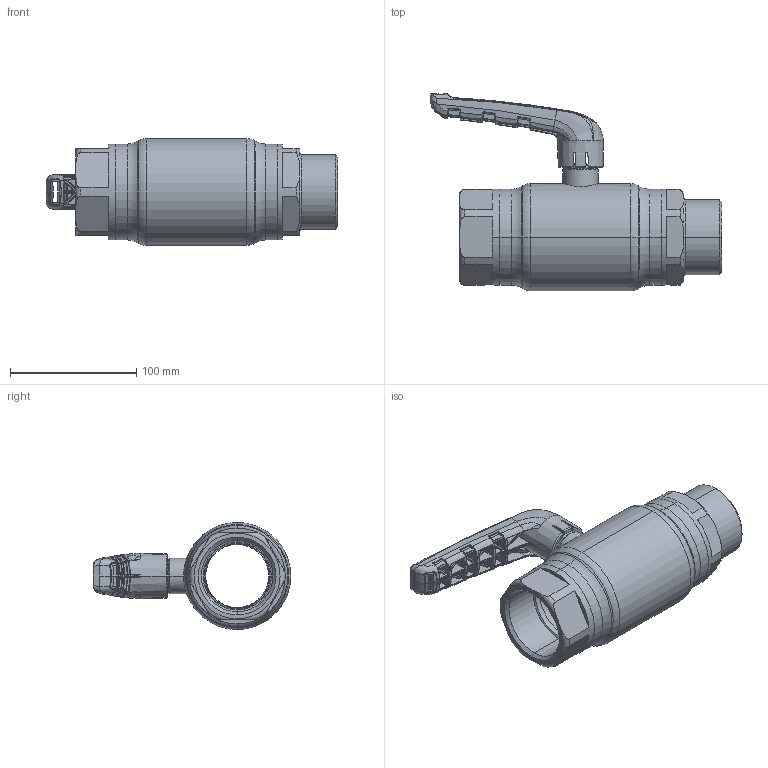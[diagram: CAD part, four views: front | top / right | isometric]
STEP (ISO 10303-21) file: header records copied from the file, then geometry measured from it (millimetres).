
FILE_DESCRIPTION (( 'STEP AP214' ), '1' );
FILE_NAME ('2050002400-xxxx.step', '2019-05-10T06:54:32', ( '' ), ( '' ), 'SwSTEP 2.0', 'SolidWorks 2017', '' );
FILE_SCHEMA (( 'AUTOMOTIVE_DESIGN' ));
Length unit declared in the file: millimetre
Products named in the file (1): 2050002400-xxxx
Bounding box: 231.35 x 156.71 x 85 mm (x, y, z)
Surface area: 98270.3 mm2 (no closed solid volume)
Topology: 0 solids, 8 shells, 812 faces, 2631 edges, 1681 vertices
Faces by surface type: bspline 646, plane 71, cylinder 32, cone 30, torus 23, sphere 10
Entity records: 59919 total; most frequent: CARTESIAN_POINT 34253, ORIENTED_EDGE 4208, EDGE_CURVE 2613, B_SPLINE_CURVE_WITH_KNOTS 1785, DIRECTION 1777, VERTEX_POINT 1679, EDGE_LOOP 822, UNCERTAINTY_MEASURE_WITH_UNIT 814
